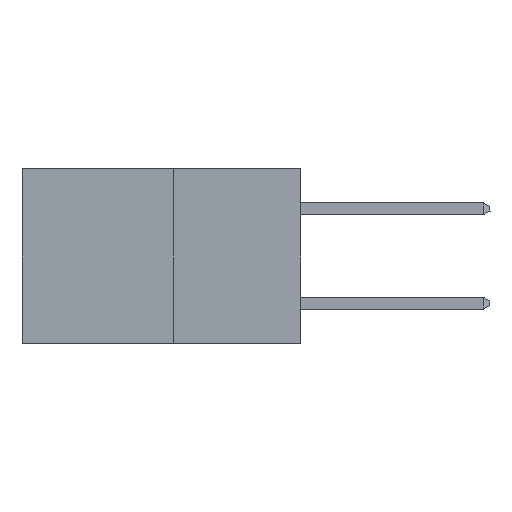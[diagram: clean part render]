
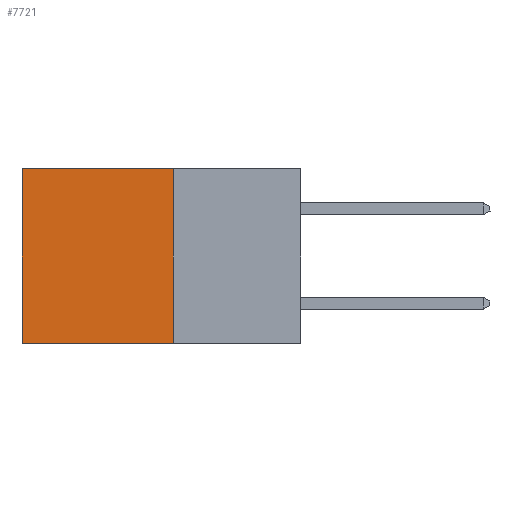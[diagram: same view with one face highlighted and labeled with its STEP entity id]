
A CAD part, left-side view. The second image highlights one B-rep face of the part: STEP entity #7721.
In plain terms, the highlighted planar face has unit normal (-1, 0, 0).
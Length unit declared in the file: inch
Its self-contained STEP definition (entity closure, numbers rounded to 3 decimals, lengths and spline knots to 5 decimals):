
#2288 = EDGE_CURVE ( 'NONE', #3876, #5717, #20828, .T. ) ;
#2354 = LINE ( 'NONE', #10943, #11097 ) ;
#3876 = VERTEX_POINT ( 'NONE', #20868 ) ;
#4009 = VECTOR ( 'NONE', #21802, 39.37008 ) ;
#4040 = VERTEX_POINT ( 'NONE', #22022 ) ;
#4361 = CARTESIAN_POINT ( 'NONE',  ( 0.277, 0.27, 0. ) ) ;
#5148 = LINE ( 'NONE', #4361, #13853 ) ;
#5717 = VERTEX_POINT ( 'NONE', #8219 ) ;
#5890 = ORIENTED_EDGE ( 'NONE', *, *, #19202, .F. ) ;
#6135 = DIRECTION ( 'NONE',  ( 0., 1., 0. ) ) ;
#6844 = DIRECTION ( 'NONE',  ( 0., 0., -1. ) ) ;
#6966 = ORIENTED_EDGE ( 'NONE', *, *, #11332, .T. ) ;
#7721 = ADVANCED_FACE ( 'NONE', ( #16081 ), #11958, .F. ) ;
#8219 = CARTESIAN_POINT ( 'NONE',  ( 0.277, 0.27, -0.37 ) ) ;
#9490 = ORIENTED_EDGE ( 'NONE', *, *, #2288, .F. ) ;
#9809 = DIRECTION ( 'NONE',  ( 0., 0., -1. ) ) ;
#9834 = DIRECTION ( 'NONE',  ( 1., 0., 0. ) ) ;
#9911 = CARTESIAN_POINT ( 'NONE',  ( 0.277, 0.27, -0.37 ) ) ;
#10943 = CARTESIAN_POINT ( 'NONE',  ( 0.277, 0.59, -0.37 ) ) ;
#11088 = ORIENTED_EDGE ( 'NONE', *, *, #14575, .T. ) ;
#11097 = VECTOR ( 'NONE', #12679, 39.37008 ) ;
#11332 = EDGE_CURVE ( 'NONE', #13657, #4040, #2354, .T. ) ;
#11958 = PLANE ( 'NONE',  #16004 ) ;
#12224 = VECTOR ( 'NONE', #6844, 39.37008 ) ;
#12679 = DIRECTION ( 'NONE',  ( 0., 0., -1. ) ) ;
#13228 = EDGE_LOOP ( 'NONE', ( #6966, #5890, #9490, #11088 ) ) ;
#13657 = VERTEX_POINT ( 'NONE', #15372 ) ;
#13853 = VECTOR ( 'NONE', #6135, 39.37008 ) ;
#14575 = EDGE_CURVE ( 'NONE', #3876, #13657, #5148, .T. ) ;
#15372 = CARTESIAN_POINT ( 'NONE',  ( 0.277, 0.59, 0. ) ) ;
#16004 = AXIS2_PLACEMENT_3D ( 'NONE', #9911, #9834, #9809 ) ;
#16081 = FACE_OUTER_BOUND ( 'NONE', #13228, .T. ) ;
#17858 = LINE ( 'NONE', #20089, #4009 ) ;
#19202 = EDGE_CURVE ( 'NONE', #5717, #4040, #17858, .T. ) ;
#20089 = CARTESIAN_POINT ( 'NONE',  ( 0.277, 0.27, -0.37 ) ) ;
#20312 = CARTESIAN_POINT ( 'NONE',  ( 0.277, 0.27, -0.37 ) ) ;
#20828 = LINE ( 'NONE', #20312, #12224 ) ;
#20868 = CARTESIAN_POINT ( 'NONE',  ( 0.277, 0.27, 0. ) ) ;
#21802 = DIRECTION ( 'NONE',  ( 0., 1., 0. ) ) ;
#22022 = CARTESIAN_POINT ( 'NONE',  ( 0.277, 0.59, -0.37 ) ) ;
